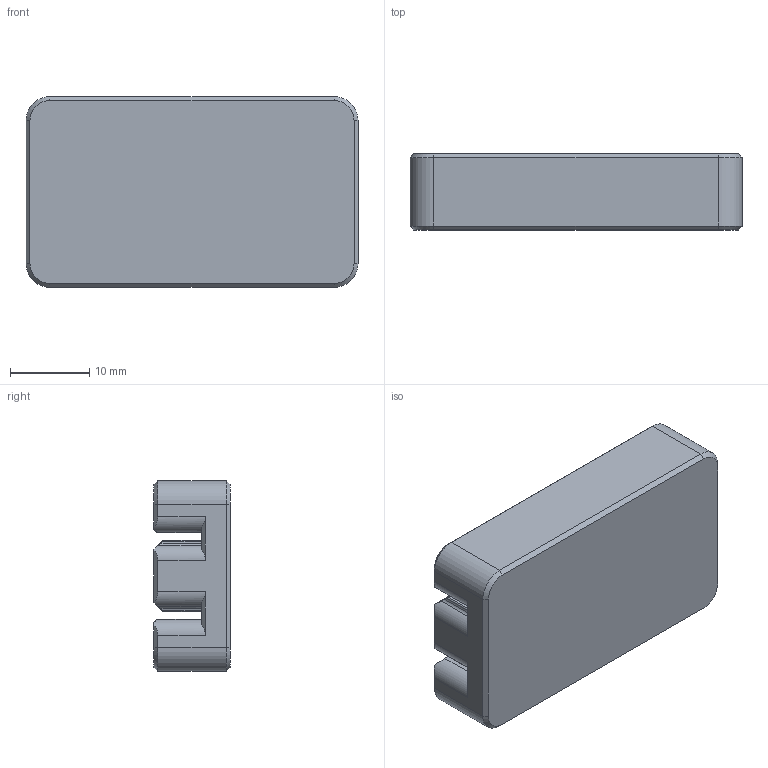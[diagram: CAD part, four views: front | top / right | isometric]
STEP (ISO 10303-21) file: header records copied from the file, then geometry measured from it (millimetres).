
FILE_DESCRIPTION (( 'STEP AP203' ), '1' );
FILE_NAME ('double-gt2-belt-clamp-shipping.STEP', '2023-10-23T18:20:35', ( '' ), ( '' ), 'SwSTEP 2.0', 'SolidWorks 2022', '' );
FILE_SCHEMA (( 'CONFIG_CONTROL_DESIGN' ));
Length unit declared in the file: millimetre
Products named in the file (1): double-gt2-belt-clamp-shipping
Bounding box: 42 x 9.65 x 24.11 mm (x, y, z)
Volume: 8874.6 mm3; surface area: 4160 mm2
Topology: 1 solids, 1 shells, 260 faces, 758 edges, 500 vertices
Faces by surface type: cylinder 180, plane 72, cone 8
Entity records: 8671 total; most frequent: CARTESIAN_POINT 2095, ORIENTED_EDGE 1516, DIRECTION 1288, EDGE_CURVE 758, VERTEX_POINT 500, AXIS2_PLACEMENT_3D 461, LINE 366, VECTOR 366
